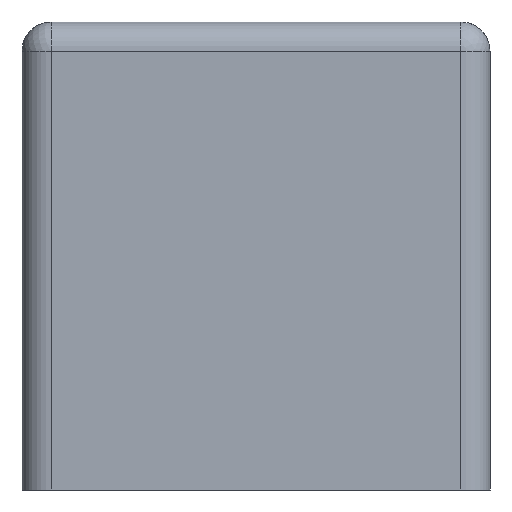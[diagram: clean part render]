
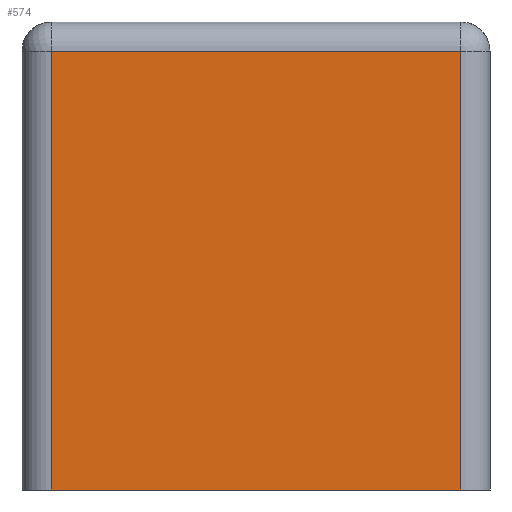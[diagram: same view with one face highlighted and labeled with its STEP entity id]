
A CAD part, front view. The second image highlights one B-rep face of the part: STEP entity #574.
In plain terms, the highlighted planar face has unit normal (0, -1, 0).
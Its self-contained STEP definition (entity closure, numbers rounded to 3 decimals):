
#36=PLANE('',#642);
#69=FACE_OUTER_BOUND('',#105,.T.);
#105=EDGE_LOOP('',(#406,#407,#408,#409));
#149=LINE('',#919,#195);
#152=LINE('',#933,#198);
#156=LINE('',#954,#202);
#159=LINE('',#974,#205);
#195=VECTOR('',#724,10.);
#198=VECTOR('',#739,10.);
#202=VECTOR('',#747,10.);
#205=VECTOR('',#754,10.);
#245=VERTEX_POINT('',#912);
#247=VERTEX_POINT('',#917);
#248=VERTEX_POINT('',#922);
#251=VERTEX_POINT('',#929);
#297=EDGE_CURVE('',#247,#245,#149,.T.);
#304=EDGE_CURVE('',#248,#251,#152,.T.);
#310=EDGE_CURVE('',#245,#248,#156,.T.);
#315=EDGE_CURVE('',#247,#251,#159,.T.);
#406=ORIENTED_EDGE('',*,*,#304,.F.);
#407=ORIENTED_EDGE('',*,*,#310,.F.);
#408=ORIENTED_EDGE('',*,*,#297,.F.);
#409=ORIENTED_EDGE('',*,*,#315,.T.);
#574=ADVANCED_FACE('',(#69),#36,.T.);
#642=AXIS2_PLACEMENT_3D('',#973,#752,#753);
#724=DIRECTION('',(0.,0.,1.));
#739=DIRECTION('',(0.,0.,-1.));
#747=DIRECTION('',(1.,0.,0.));
#752=DIRECTION('center_axis',(0.,-1.,0.));
#753=DIRECTION('ref_axis',(1.,0.,0.));
#754=DIRECTION('',(1.,0.,0.));
#912=CARTESIAN_POINT('',(-0.7,-1.6,1.5));
#917=CARTESIAN_POINT('',(-0.7,-1.6,0.));
#919=CARTESIAN_POINT('',(-0.7,-1.6,0.));
#922=CARTESIAN_POINT('',(0.7,-1.6,1.5));
#929=CARTESIAN_POINT('',(0.7,-1.6,0.));
#933=CARTESIAN_POINT('',(0.7,-1.6,0.));
#954=CARTESIAN_POINT('',(-0.4,-1.6,1.5));
#973=CARTESIAN_POINT('Origin',(-0.8,-1.6,0.));
#974=CARTESIAN_POINT('',(-0.8,-1.6,0.));
